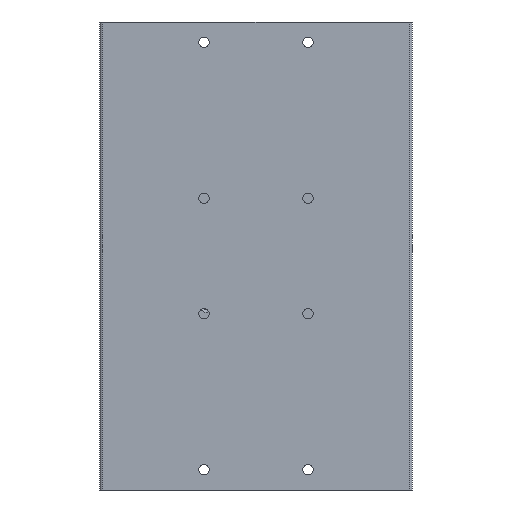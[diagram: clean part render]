
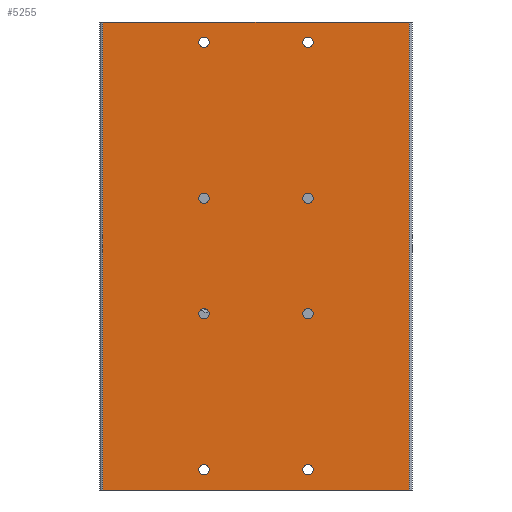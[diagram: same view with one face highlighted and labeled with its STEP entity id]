
A CAD part, front view. The second image highlights one B-rep face of the part: STEP entity #5255.
In plain terms, the highlighted face is planar.
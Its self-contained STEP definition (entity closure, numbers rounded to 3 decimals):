
#5=DIRECTION('',(0.,-1.,0.));
#6=VECTOR('',#5,405.);
#7=CARTESIAN_POINT('',(267.5,452.5,0.));
#8=LINE('',#7,#6);
#761=DIRECTION('',(1.,0.,0.));
#762=VECTOR('',#761,265.);
#763=CARTESIAN_POINT('',(2.5,47.5,0.));
#764=LINE('',#763,#762);
#765=CARTESIAN_POINT('',(90.,65.,0.));
#766=DIRECTION('',(0.,0.,-1.));
#767=DIRECTION('',(1.,0.,0.));
#768=AXIS2_PLACEMENT_3D('',#765,#766,#767);
#770=CARTESIAN_POINT('',(90.,65.,0.));
#771=DIRECTION('',(0.,0.,-1.));
#772=DIRECTION('',(-1.,0.,0.));
#773=AXIS2_PLACEMENT_3D('',#770,#771,#772);
#775=CARTESIAN_POINT('',(90.,435.,0.));
#776=DIRECTION('',(0.,0.,-1.));
#777=DIRECTION('',(1.,0.,0.));
#778=AXIS2_PLACEMENT_3D('',#775,#776,#777);
#780=CARTESIAN_POINT('',(90.,435.,0.));
#781=DIRECTION('',(0.,0.,-1.));
#782=DIRECTION('',(-1.,0.,0.));
#783=AXIS2_PLACEMENT_3D('',#780,#781,#782);
#785=CARTESIAN_POINT('',(180.,435.,0.));
#786=DIRECTION('',(0.,0.,-1.));
#787=DIRECTION('',(1.,0.,0.));
#788=AXIS2_PLACEMENT_3D('',#785,#786,#787);
#790=CARTESIAN_POINT('',(180.,435.,0.));
#791=DIRECTION('',(0.,0.,-1.));
#792=DIRECTION('',(-1.,0.,0.));
#793=AXIS2_PLACEMENT_3D('',#790,#791,#792);
#795=CARTESIAN_POINT('',(180.,200.,0.));
#796=DIRECTION('',(0.,0.,-1.));
#797=DIRECTION('',(1.,0.,0.));
#798=AXIS2_PLACEMENT_3D('',#795,#796,#797);
#800=CARTESIAN_POINT('',(180.,200.,0.));
#801=DIRECTION('',(0.,0.,-1.));
#802=DIRECTION('',(-1.,0.,0.));
#803=AXIS2_PLACEMENT_3D('',#800,#801,#802);
#805=CARTESIAN_POINT('',(90.,200.,0.));
#806=DIRECTION('',(0.,0.,-1.));
#807=DIRECTION('',(1.,0.,0.));
#808=AXIS2_PLACEMENT_3D('',#805,#806,#807);
#810=CARTESIAN_POINT('',(90.,200.,0.));
#811=DIRECTION('',(0.,0.,-1.));
#812=DIRECTION('',(-1.,0.,0.));
#813=AXIS2_PLACEMENT_3D('',#810,#811,#812);
#815=CARTESIAN_POINT('',(90.,300.,0.));
#816=DIRECTION('',(0.,0.,-1.));
#817=DIRECTION('',(1.,0.,0.));
#818=AXIS2_PLACEMENT_3D('',#815,#816,#817);
#820=CARTESIAN_POINT('',(90.,300.,0.));
#821=DIRECTION('',(0.,0.,-1.));
#822=DIRECTION('',(-1.,0.,0.));
#823=AXIS2_PLACEMENT_3D('',#820,#821,#822);
#825=CARTESIAN_POINT('',(180.,300.,0.));
#826=DIRECTION('',(0.,0.,-1.));
#827=DIRECTION('',(1.,0.,0.));
#828=AXIS2_PLACEMENT_3D('',#825,#826,#827);
#830=CARTESIAN_POINT('',(180.,300.,0.));
#831=DIRECTION('',(0.,0.,-1.));
#832=DIRECTION('',(-1.,0.,0.));
#833=AXIS2_PLACEMENT_3D('',#830,#831,#832);
#835=CARTESIAN_POINT('',(180.,65.,0.));
#836=DIRECTION('',(0.,0.,-1.));
#837=DIRECTION('',(1.,0.,0.));
#838=AXIS2_PLACEMENT_3D('',#835,#836,#837);
#840=CARTESIAN_POINT('',(180.,65.,0.));
#841=DIRECTION('',(0.,0.,-1.));
#842=DIRECTION('',(-1.,0.,0.));
#843=AXIS2_PLACEMENT_3D('',#840,#841,#842);
#1413=DIRECTION('',(1.,0.,0.));
#1414=VECTOR('',#1413,265.);
#1415=CARTESIAN_POINT('',(2.5,452.5,0.));
#1416=LINE('',#1415,#1414);
#2801=DIRECTION('',(0.,1.,0.));
#2802=VECTOR('',#2801,405.);
#2803=CARTESIAN_POINT('',(2.5,47.5,0.));
#2804=LINE('',#2803,#2802);
#3626=CARTESIAN_POINT('',(267.5,47.5,0.));
#3628=VERTEX_POINT('',#3626);
#3631=CARTESIAN_POINT('',(267.5,452.5,0.));
#3632=VERTEX_POINT('',#3631);
#3633=CARTESIAN_POINT('',(2.5,47.5,0.));
#3634=VERTEX_POINT('',#3633);
#4093=CARTESIAN_POINT('',(2.5,452.5,0.));
#4094=VERTEX_POINT('',#4093);
#4095=CARTESIAN_POINT('',(94.5,65.,0.));
#4096=CARTESIAN_POINT('',(85.5,65.,0.));
#4097=VERTEX_POINT('',#4095);
#4098=VERTEX_POINT('',#4096);
#4099=CARTESIAN_POINT('',(94.5,435.,0.));
#4100=CARTESIAN_POINT('',(85.5,435.,0.));
#4101=VERTEX_POINT('',#4099);
#4102=VERTEX_POINT('',#4100);
#4103=CARTESIAN_POINT('',(184.5,435.,0.));
#4104=CARTESIAN_POINT('',(175.5,435.,0.));
#4105=VERTEX_POINT('',#4103);
#4106=VERTEX_POINT('',#4104);
#4107=CARTESIAN_POINT('',(184.5,200.,0.));
#4108=CARTESIAN_POINT('',(175.5,200.,0.));
#4109=VERTEX_POINT('',#4107);
#4110=VERTEX_POINT('',#4108);
#4111=CARTESIAN_POINT('',(94.5,200.,0.));
#4112=CARTESIAN_POINT('',(85.5,200.,0.));
#4113=VERTEX_POINT('',#4111);
#4114=VERTEX_POINT('',#4112);
#4115=CARTESIAN_POINT('',(94.5,300.,0.));
#4116=CARTESIAN_POINT('',(85.5,300.,0.));
#4117=VERTEX_POINT('',#4115);
#4118=VERTEX_POINT('',#4116);
#4119=CARTESIAN_POINT('',(184.5,300.,0.));
#4120=CARTESIAN_POINT('',(175.5,300.,0.));
#4121=VERTEX_POINT('',#4119);
#4122=VERTEX_POINT('',#4120);
#4123=CARTESIAN_POINT('',(184.5,65.,0.));
#4124=CARTESIAN_POINT('',(175.5,65.,0.));
#4125=VERTEX_POINT('',#4123);
#4126=VERTEX_POINT('',#4124);
#5194=CARTESIAN_POINT('',(135.,250.,0.));
#5195=DIRECTION('',(0.,0.,1.));
#5196=DIRECTION('',(-1.,0.,0.));
#5197=AXIS2_PLACEMENT_3D('',#5194,#5195,#5196);
#5198=PLANE('',#5197);
#5199=ORIENTED_EDGE('',*,*,#4703,.T.);
#5200=ORIENTED_EDGE('',*,*,#4692,.F.);
#5202=ORIENTED_EDGE('',*,*,#5201,.F.);
#5204=ORIENTED_EDGE('',*,*,#5203,.F.);
#5205=EDGE_LOOP('',(#5199,#5200,#5202,#5204));
#5206=FACE_OUTER_BOUND('',#5205,.F.);
#5208=ORIENTED_EDGE('',*,*,#5207,.T.);
#5210=ORIENTED_EDGE('',*,*,#5209,.T.);
#5211=EDGE_LOOP('',(#5208,#5210));
#5212=FACE_BOUND('',#5211,.F.);
#5214=ORIENTED_EDGE('',*,*,#5213,.T.);
#5216=ORIENTED_EDGE('',*,*,#5215,.T.);
#5217=EDGE_LOOP('',(#5214,#5216));
#5218=FACE_BOUND('',#5217,.F.);
#5220=ORIENTED_EDGE('',*,*,#5219,.T.);
#5222=ORIENTED_EDGE('',*,*,#5221,.T.);
#5223=EDGE_LOOP('',(#5220,#5222));
#5224=FACE_BOUND('',#5223,.F.);
#5226=ORIENTED_EDGE('',*,*,#5225,.T.);
#5228=ORIENTED_EDGE('',*,*,#5227,.T.);
#5229=EDGE_LOOP('',(#5226,#5228));
#5230=FACE_BOUND('',#5229,.F.);
#5232=ORIENTED_EDGE('',*,*,#5231,.T.);
#5234=ORIENTED_EDGE('',*,*,#5233,.T.);
#5235=EDGE_LOOP('',(#5232,#5234));
#5236=FACE_BOUND('',#5235,.F.);
#5238=ORIENTED_EDGE('',*,*,#5237,.T.);
#5240=ORIENTED_EDGE('',*,*,#5239,.T.);
#5241=EDGE_LOOP('',(#5238,#5240));
#5242=FACE_BOUND('',#5241,.F.);
#5244=ORIENTED_EDGE('',*,*,#5243,.T.);
#5246=ORIENTED_EDGE('',*,*,#5245,.T.);
#5247=EDGE_LOOP('',(#5244,#5246));
#5248=FACE_BOUND('',#5247,.F.);
#5250=ORIENTED_EDGE('',*,*,#5249,.T.);
#5252=ORIENTED_EDGE('',*,*,#5251,.T.);
#5253=EDGE_LOOP('',(#5250,#5252));
#5254=FACE_BOUND('',#5253,.F.);
#5255=ADVANCED_FACE('',(#5206,#5212,#5218,#5224,#5230,#5236,#5242,#5248,#5254),
#5198,.F.);
#769=CIRCLE('',#768,4.5);
#774=CIRCLE('',#773,4.5);
#779=CIRCLE('',#778,4.5);
#784=CIRCLE('',#783,4.5);
#789=CIRCLE('',#788,4.5);
#794=CIRCLE('',#793,4.5);
#799=CIRCLE('',#798,4.5);
#804=CIRCLE('',#803,4.5);
#809=CIRCLE('',#808,4.5);
#814=CIRCLE('',#813,4.5);
#819=CIRCLE('',#818,4.5);
#824=CIRCLE('',#823,4.5);
#829=CIRCLE('',#828,4.5);
#834=CIRCLE('',#833,4.5);
#839=CIRCLE('',#838,4.5);
#844=CIRCLE('',#843,4.5);
#4692=EDGE_CURVE('',#3632,#3628,#8,.T.);
#4703=EDGE_CURVE('',#3634,#3628,#764,.T.);
#5201=EDGE_CURVE('',#4094,#3632,#1416,.T.);
#5203=EDGE_CURVE('',#3634,#4094,#2804,.T.);
#5207=EDGE_CURVE('',#4097,#4098,#769,.T.);
#5209=EDGE_CURVE('',#4098,#4097,#774,.T.);
#5213=EDGE_CURVE('',#4101,#4102,#779,.T.);
#5215=EDGE_CURVE('',#4102,#4101,#784,.T.);
#5219=EDGE_CURVE('',#4105,#4106,#789,.T.);
#5221=EDGE_CURVE('',#4106,#4105,#794,.T.);
#5225=EDGE_CURVE('',#4109,#4110,#799,.T.);
#5227=EDGE_CURVE('',#4110,#4109,#804,.T.);
#5231=EDGE_CURVE('',#4113,#4114,#809,.T.);
#5233=EDGE_CURVE('',#4114,#4113,#814,.T.);
#5237=EDGE_CURVE('',#4117,#4118,#819,.T.);
#5239=EDGE_CURVE('',#4118,#4117,#824,.T.);
#5243=EDGE_CURVE('',#4121,#4122,#829,.T.);
#5245=EDGE_CURVE('',#4122,#4121,#834,.T.);
#5249=EDGE_CURVE('',#4125,#4126,#839,.T.);
#5251=EDGE_CURVE('',#4126,#4125,#844,.T.);
